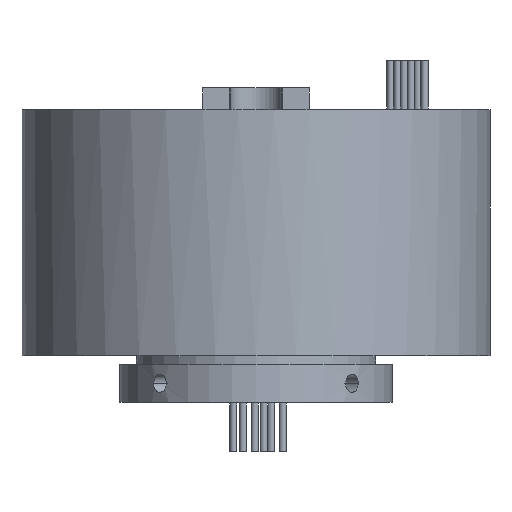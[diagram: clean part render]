
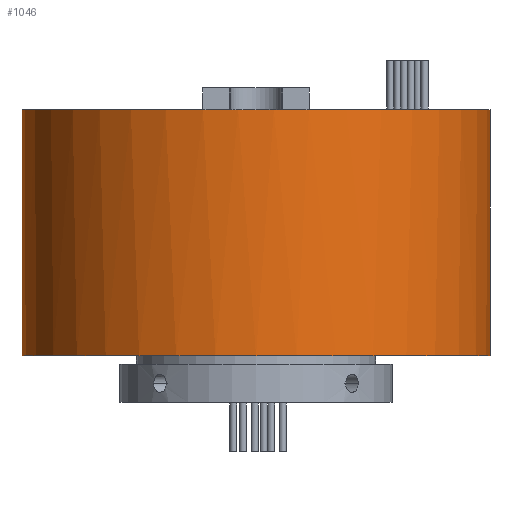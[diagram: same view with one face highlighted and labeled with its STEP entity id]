
A CAD part, front view. The second image highlights one B-rep face of the part: STEP entity #1046.
In plain terms, the highlighted cylindrical face has radius 43 mm (diameter 86 mm), a partial arc.
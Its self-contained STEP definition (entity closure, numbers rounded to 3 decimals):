
#9 = VERTEX_POINT ( 'NONE', #3496 ) ;
#35 = AXIS2_PLACEMENT_3D ( 'NONE', #2116, #5049, #2533 ) ;
#133 = AXIS2_PLACEMENT_3D ( 'NONE', #4451, #1953, #4888 ) ;
#378 = CYLINDRICAL_SURFACE ( 'NONE', #1981, 43. ) ;
#475 = CARTESIAN_POINT ( 'NONE',  ( -43., 0., 8.6 ) ) ;
#478 = CIRCLE ( 'NONE', #5010, 43. ) ;
#485 = DIRECTION ( 'NONE',  ( 0., 0., 1. ) ) ;
#500 = VERTEX_POINT ( 'NONE', #4104 ) ;
#708 = CARTESIAN_POINT ( 'NONE',  ( 0., 0., 53.8 ) ) ;
#879 = CIRCLE ( 'NONE', #133, 43. ) ;
#976 = ORIENTED_EDGE ( 'NONE', *, *, #3533, .F. ) ;
#1046 = ADVANCED_FACE ( 'NONE', ( #1496 ), #378, .T. ) ;
#1139 = DIRECTION ( 'NONE',  ( -1., 0., 0. ) ) ;
#1207 = CIRCLE ( 'NONE', #35, 43. ) ;
#1355 = DIRECTION ( 'NONE',  ( 0., 0., 1. ) ) ;
#1496 = FACE_OUTER_BOUND ( 'NONE', #2158, .T. ) ;
#1656 = ORIENTED_EDGE ( 'NONE', *, *, #3182, .F. ) ;
#1704 = AXIS2_PLACEMENT_3D ( 'NONE', #3855, #1355, #4288 ) ;
#1784 = VECTOR ( 'NONE', #1802, 1000. ) ;
#1802 = DIRECTION ( 'NONE',  ( 0., 0., -1. ) ) ;
#1953 = DIRECTION ( 'NONE',  ( 0., 0., 1. ) ) ;
#1981 = AXIS2_PLACEMENT_3D ( 'NONE', #708, #4034, #1139 ) ;
#2116 = CARTESIAN_POINT ( 'NONE',  ( 0., 0., 8.6 ) ) ;
#2158 = EDGE_LOOP ( 'NONE', ( #4615, #976, #1656, #2410, #3954, #2295 ) ) ;
#2226 = CARTESIAN_POINT ( 'NONE',  ( -43., 0., 53.8 ) ) ;
#2295 = ORIENTED_EDGE ( 'NONE', *, *, #2728, .T. ) ;
#2320 = VERTEX_POINT ( 'NONE', #3352 ) ;
#2410 = ORIENTED_EDGE ( 'NONE', *, *, #2523, .F. ) ;
#2523 = EDGE_CURVE ( 'NONE', #3969, #500, #879, .T. ) ;
#2533 = DIRECTION ( 'NONE',  ( 1., 0., 0. ) ) ;
#2564 = CARTESIAN_POINT ( 'NONE',  ( -43., 0., 53.8 ) ) ;
#2572 = LINE ( 'NONE', #3899, #4662 ) ;
#2728 = EDGE_CURVE ( 'NONE', #3498, #9, #1207, .T. ) ;
#2835 = CIRCLE ( 'NONE', #1704, 43. ) ;
#3000 = CARTESIAN_POINT ( 'NONE',  ( 0., 0., 53.8 ) ) ;
#3182 = EDGE_CURVE ( 'NONE', #500, #2320, #478, .T. ) ;
#3273 = LINE ( 'NONE', #2226, #1784 ) ;
#3352 = CARTESIAN_POINT ( 'NONE',  ( 9.75, -41.88, 53.8 ) ) ;
#3408 = DIRECTION ( 'NONE',  ( 1., 0., 0. ) ) ;
#3496 = CARTESIAN_POINT ( 'NONE',  ( 43., 0., 8.6 ) ) ;
#3498 = VERTEX_POINT ( 'NONE', #475 ) ;
#3533 = EDGE_CURVE ( 'NONE', #2320, #4581, #2835, .T. ) ;
#3855 = CARTESIAN_POINT ( 'NONE',  ( 0., 0., 53.8 ) ) ;
#3899 = CARTESIAN_POINT ( 'NONE',  ( 43., 0., 53.8 ) ) ;
#3954 = ORIENTED_EDGE ( 'NONE', *, *, #5274, .T. ) ;
#3969 = VERTEX_POINT ( 'NONE', #2564 ) ;
#4034 = DIRECTION ( 'NONE',  ( 0., 0., -1. ) ) ;
#4104 = CARTESIAN_POINT ( 'NONE',  ( -9.75, -41.88, 53.8 ) ) ;
#4123 = EDGE_CURVE ( 'NONE', #4581, #9, #2572, .T. ) ;
#4288 = DIRECTION ( 'NONE',  ( 1., 0., 0. ) ) ;
#4321 = DIRECTION ( 'NONE',  ( 0., 0., -1. ) ) ;
#4451 = CARTESIAN_POINT ( 'NONE',  ( 0., 0., 53.8 ) ) ;
#4581 = VERTEX_POINT ( 'NONE', #4595 ) ;
#4595 = CARTESIAN_POINT ( 'NONE',  ( 43., 0., 53.8 ) ) ;
#4615 = ORIENTED_EDGE ( 'NONE', *, *, #4123, .F. ) ;
#4662 = VECTOR ( 'NONE', #4321, 1000. ) ;
#4888 = DIRECTION ( 'NONE',  ( 1., 0., 0. ) ) ;
#5010 = AXIS2_PLACEMENT_3D ( 'NONE', #3000, #485, #3408 ) ;
#5049 = DIRECTION ( 'NONE',  ( 0., 0., 1. ) ) ;
#5274 = EDGE_CURVE ( 'NONE', #3969, #3498, #3273, .T. ) ;
